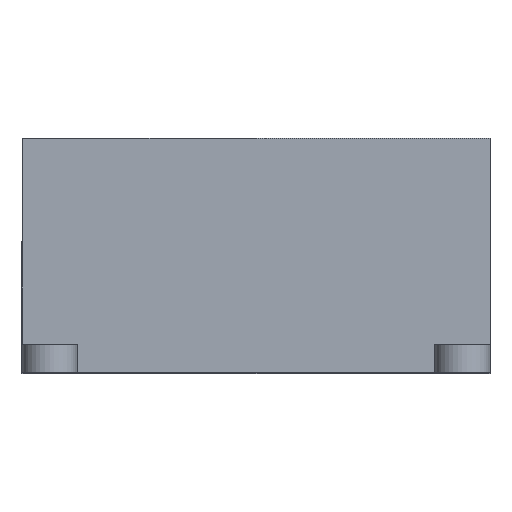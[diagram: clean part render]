
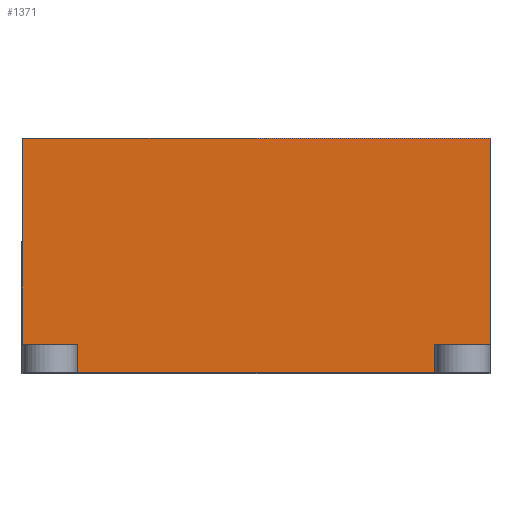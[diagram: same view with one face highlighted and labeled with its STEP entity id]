
A CAD part, top view. The second image highlights one B-rep face of the part: STEP entity #1371.
In plain terms, the highlighted planar face has unit normal (0, 0, 1).
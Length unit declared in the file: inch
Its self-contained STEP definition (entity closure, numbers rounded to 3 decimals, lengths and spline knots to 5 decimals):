
#175 = CARTESIAN_POINT ( 'NONE',  ( 0., 0., 2.45 ) ) ;
#199 = CARTESIAN_POINT ( 'NONE',  ( 1.7, 1.5, 2.45 ) ) ;
#206 = DIRECTION ( 'NONE',  ( 0., -1., 0. ) ) ;
#208 = LINE ( 'NONE', #199, #813 ) ;
#217 = VERTEX_POINT ( 'NONE', #657 ) ;
#375 = DIRECTION ( 'NONE',  ( 1., 0., 0. ) ) ;
#409 = PLANE ( 'NONE',  #1252 ) ;
#561 = ORIENTED_EDGE ( 'NONE', *, *, #692, .T. ) ;
#571 = CARTESIAN_POINT ( 'NONE',  ( 1.7, 1.7, 2.45 ) ) ;
#633 = CARTESIAN_POINT ( 'NONE',  ( 1.7, 0., 2.45 ) ) ;
#657 = CARTESIAN_POINT ( 'NONE',  ( -1.7, 0., 2.45 ) ) ;
#692 = EDGE_CURVE ( 'NONE', #217, #1530, #1267, .T. ) ;
#776 = EDGE_CURVE ( 'NONE', #1837, #217, #1429, .T. ) ;
#792 = CARTESIAN_POINT ( 'NONE',  ( -1.7, 1.7, 2.45 ) ) ;
#813 = VECTOR ( 'NONE', #1478, 39.37008 ) ;
#862 = EDGE_CURVE ( 'NONE', #1837, #1679, #873, .T. ) ;
#873 = LINE ( 'NONE', #1327, #1703 ) ;
#1107 = VECTOR ( 'NONE', #206, 39.37008 ) ;
#1134 = VECTOR ( 'NONE', #1563, 39.37008 ) ;
#1197 = CARTESIAN_POINT ( 'NONE',  ( -1.5, 1.5, 2.45 ) ) ;
#1207 = EDGE_CURVE ( 'NONE', #1679, #1530, #208, .T. ) ;
#1229 = ORIENTED_EDGE ( 'NONE', *, *, #776, .T. ) ;
#1252 = AXIS2_PLACEMENT_3D ( 'NONE', #1197, #1830, #1376 ) ;
#1267 = LINE ( 'NONE', #175, #1134 ) ;
#1327 = CARTESIAN_POINT ( 'NONE',  ( 0., 1.7, 2.45 ) ) ;
#1330 = EDGE_LOOP ( 'NONE', ( #561, #1885, #1466, #1229 ) ) ;
#1371 = ADVANCED_FACE ( 'NONE', ( #1810 ), #409, .F. ) ;
#1376 = DIRECTION ( 'NONE',  ( -1., 0., 0. ) ) ;
#1429 = LINE ( 'NONE', #1915, #1107 ) ;
#1466 = ORIENTED_EDGE ( 'NONE', *, *, #862, .F. ) ;
#1478 = DIRECTION ( 'NONE',  ( 0., -1., 0. ) ) ;
#1530 = VERTEX_POINT ( 'NONE', #633 ) ;
#1563 = DIRECTION ( 'NONE',  ( 1., 0., 0. ) ) ;
#1679 = VERTEX_POINT ( 'NONE', #571 ) ;
#1703 = VECTOR ( 'NONE', #375, 39.37008 ) ;
#1810 = FACE_OUTER_BOUND ( 'NONE', #1330, .T. ) ;
#1830 = DIRECTION ( 'NONE',  ( 0., 0., -1. ) ) ;
#1837 = VERTEX_POINT ( 'NONE', #792 ) ;
#1885 = ORIENTED_EDGE ( 'NONE', *, *, #1207, .F. ) ;
#1915 = CARTESIAN_POINT ( 'NONE',  ( -1.7, 1.5, 2.45 ) ) ;
